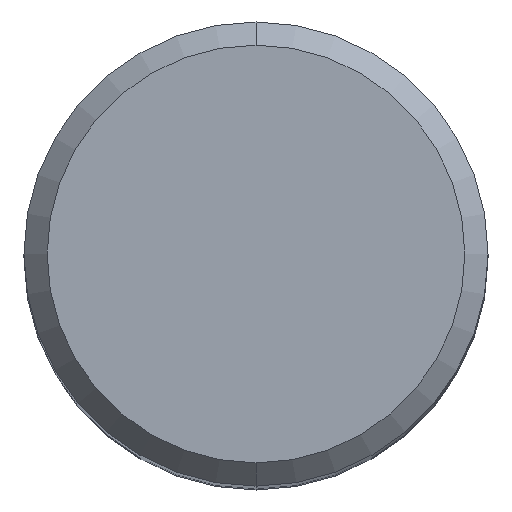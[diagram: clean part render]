
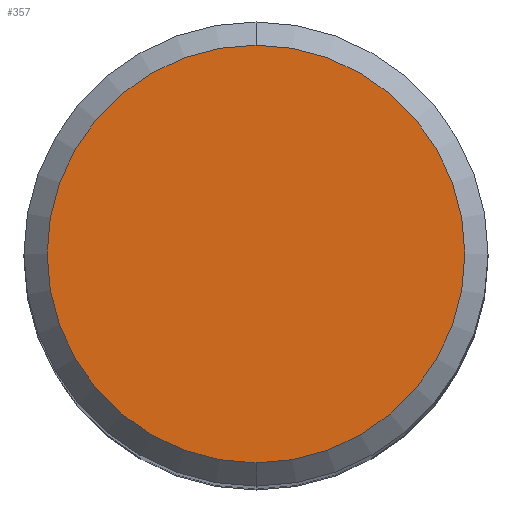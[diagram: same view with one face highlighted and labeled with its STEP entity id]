
A CAD part, top view. The second image highlights one B-rep face of the part: STEP entity #357.
In plain terms, the highlighted planar face has unit normal (0, 0, 1).
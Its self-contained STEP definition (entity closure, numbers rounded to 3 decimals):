
#243=EDGE_CURVE('',#275,#257,#539,.T.);
#257=VERTEX_POINT('',#553);
#275=VERTEX_POINT('',#572);
#323=EDGE_CURVE('',#257,#275,#624,.T.);
#357=ADVANCED_FACE('',(#665),#666,.T.);
#539=CIRCLE('',#1163,9.0);
#553=CARTESIAN_POINT('',(0.0,9.0,0.0));
#572=CARTESIAN_POINT('',(0.,-9.0,0.0));
#624=CIRCLE('',#1329,9.0);
#665=FACE_OUTER_BOUND('',#1377,.T.);
#666=PLANE('',#1378);
#1163=AXIS2_PLACEMENT_3D('',#1606,#1607,#1608);
#1329=AXIS2_PLACEMENT_3D('',#1685,#1686,#1687);
#1377=EDGE_LOOP('',(#1749,#1750));
#1378=AXIS2_PLACEMENT_3D('',#1751,#1752,#1753);
#1606=CARTESIAN_POINT('',(0.0,0.0,0.0));
#1607=DIRECTION('',(0.0,0.0,-1.0));
#1608=DIRECTION('',(0.0,1.0,0.0));
#1685=CARTESIAN_POINT('',(0.0,0.0,0.0));
#1686=DIRECTION('',(0.0,0.0,-1.0));
#1687=DIRECTION('',(0.0,1.0,0.0));
#1749=ORIENTED_EDGE('',*,*,#323,.F.);
#1750=ORIENTED_EDGE('',*,*,#243,.F.);
#1751=CARTESIAN_POINT('',(0.0,4.5,0.0));
#1752=DIRECTION('',(-0.0,0.0,1.0));
#1753=DIRECTION('',(0.0,-1.0,0.0));
